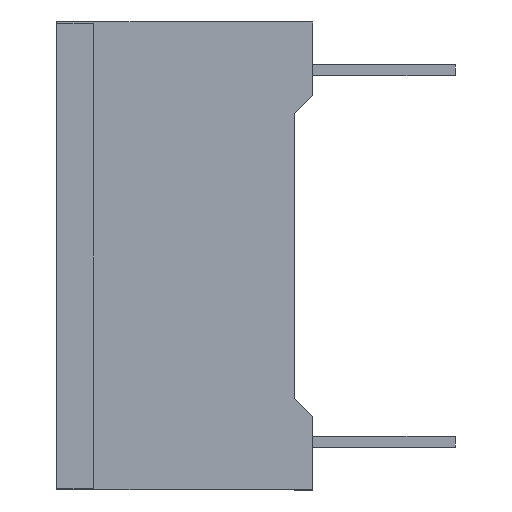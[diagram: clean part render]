
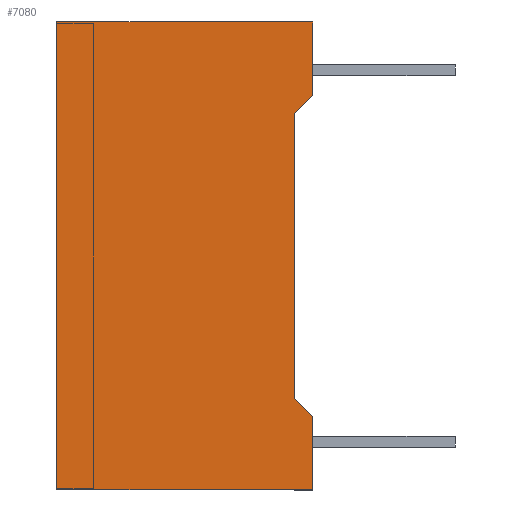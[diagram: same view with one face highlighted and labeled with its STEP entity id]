
A CAD part, left-side view. The second image highlights one B-rep face of the part: STEP entity #7080.
In plain terms, the highlighted planar face has unit normal (-1, 0, 0).
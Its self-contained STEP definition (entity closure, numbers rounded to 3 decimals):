
#104 = DIRECTION ( 'NONE',  ( 0., -1., 0. ) ) ;
#342 = EDGE_CURVE ( 'NONE', #3096, #843, #6117, .T. ) ;
#356 = LINE ( 'NONE', #7761, #3176 ) ;
#446 = CARTESIAN_POINT ( 'NONE',  ( -9.93, 0., -4.4 ) ) ;
#556 = ORIENTED_EDGE ( 'NONE', *, *, #789, .T. ) ;
#789 = EDGE_CURVE ( 'NONE', #3266, #7705, #6056, .T. ) ;
#843 = VERTEX_POINT ( 'NONE', #8038 ) ;
#865 = EDGE_CURVE ( 'NONE', #2028, #1806, #5685, .T. ) ;
#886 = ORIENTED_EDGE ( 'NONE', *, *, #5515, .F. ) ;
#900 = CARTESIAN_POINT ( 'NONE',  ( -9.93, 0., -4.4 ) ) ;
#919 = DIRECTION ( 'NONE',  ( 0., -1., 0. ) ) ;
#1232 = CARTESIAN_POINT ( 'NONE',  ( -9.93, 7., -6.4 ) ) ;
#1321 = PLANE ( 'NONE',  #7838 ) ;
#1362 = VECTOR ( 'NONE', #2898, 1000. ) ;
#1636 = ORIENTED_EDGE ( 'NONE', *, *, #342, .F. ) ;
#1769 = VECTOR ( 'NONE', #5170, 1000. ) ;
#1806 = VERTEX_POINT ( 'NONE', #5463 ) ;
#1855 = CARTESIAN_POINT ( 'NONE',  ( -9.93, 0.5, 3.9 ) ) ;
#2028 = VERTEX_POINT ( 'NONE', #1232 ) ;
#2058 = CARTESIAN_POINT ( 'NONE',  ( -9.93, 0., 6.4 ) ) ;
#2174 = DIRECTION ( 'NONE',  ( 0., 0., 1. ) ) ;
#2394 = VECTOR ( 'NONE', #104, 1000. ) ;
#2451 = EDGE_CURVE ( 'NONE', #1806, #4916, #356, .T. ) ;
#2525 = CARTESIAN_POINT ( 'NONE',  ( -9.93, 0., 4.4 ) ) ;
#2572 = ORIENTED_EDGE ( 'NONE', *, *, #7443, .T. ) ;
#2586 = DIRECTION ( 'NONE',  ( 1., 0., 0. ) ) ;
#2778 = ORIENTED_EDGE ( 'NONE', *, *, #3641, .T. ) ;
#2891 = CARTESIAN_POINT ( 'NONE',  ( -9.93, 7., 6.4 ) ) ;
#2898 = DIRECTION ( 'NONE',  ( 0., 0., 1. ) ) ;
#2954 = EDGE_CURVE ( 'NONE', #4916, #3403, #6203, .T. ) ;
#3008 = VECTOR ( 'NONE', #7802, 1000. ) ;
#3055 = CARTESIAN_POINT ( 'NONE',  ( -9.93, 0.5, -3.9 ) ) ;
#3096 = VERTEX_POINT ( 'NONE', #5850 ) ;
#3176 = VECTOR ( 'NONE', #2174, 1000. ) ;
#3238 = DIRECTION ( 'NONE',  ( 0., 0., 1. ) ) ;
#3266 = VERTEX_POINT ( 'NONE', #1855 ) ;
#3403 = VERTEX_POINT ( 'NONE', #3055 ) ;
#3641 = EDGE_CURVE ( 'NONE', #7705, #843, #5425, .T. ) ;
#3767 = LINE ( 'NONE', #4082, #3008 ) ;
#4082 = CARTESIAN_POINT ( 'NONE',  ( -9.93, 7., 6.4 ) ) ;
#4197 = VECTOR ( 'NONE', #919, 1000. ) ;
#4222 = ORIENTED_EDGE ( 'NONE', *, *, #2451, .T. ) ;
#4701 = CARTESIAN_POINT ( 'NONE',  ( -9.93, 0.5, 3.9 ) ) ;
#4844 = FACE_OUTER_BOUND ( 'NONE', #7635, .T. ) ;
#4916 = VERTEX_POINT ( 'NONE', #446 ) ;
#5170 = DIRECTION ( 'NONE',  ( 0., 0.707, 0.707 ) ) ;
#5334 = VECTOR ( 'NONE', #3238, 1000. ) ;
#5425 = LINE ( 'NONE', #2058, #5334 ) ;
#5463 = CARTESIAN_POINT ( 'NONE',  ( -9.93, 0., -6.4 ) ) ;
#5515 = EDGE_CURVE ( 'NONE', #2028, #3096, #3767, .T. ) ;
#5685 = LINE ( 'NONE', #6931, #2394 ) ;
#5850 = CARTESIAN_POINT ( 'NONE',  ( -9.93, 7., 6.4 ) ) ;
#6056 = LINE ( 'NONE', #2525, #6833 ) ;
#6117 = LINE ( 'NONE', #2891, #4197 ) ;
#6203 = LINE ( 'NONE', #900, #1769 ) ;
#6299 = DIRECTION ( 'NONE',  ( 0., 0., -1. ) ) ;
#6820 = ORIENTED_EDGE ( 'NONE', *, *, #865, .T. ) ;
#6827 = DIRECTION ( 'NONE',  ( 0., -0.707, 0.707 ) ) ;
#6833 = VECTOR ( 'NONE', #6827, 1000. ) ;
#6931 = CARTESIAN_POINT ( 'NONE',  ( -9.93, 7., -6.4 ) ) ;
#7080 = ADVANCED_FACE ( 'NONE', ( #4844 ), #1321, .F. ) ;
#7380 = ORIENTED_EDGE ( 'NONE', *, *, #2954, .T. ) ;
#7443 = EDGE_CURVE ( 'NONE', #3403, #3266, #7539, .T. ) ;
#7500 = CARTESIAN_POINT ( 'NONE',  ( -9.93, 7., 6.4 ) ) ;
#7539 = LINE ( 'NONE', #4701, #1362 ) ;
#7616 = CARTESIAN_POINT ( 'NONE',  ( -9.93, 0., 4.4 ) ) ;
#7635 = EDGE_LOOP ( 'NONE', ( #2572, #556, #2778, #1636, #886, #6820, #4222, #7380 ) ) ;
#7705 = VERTEX_POINT ( 'NONE', #7616 ) ;
#7761 = CARTESIAN_POINT ( 'NONE',  ( -9.93, 0., 6.4 ) ) ;
#7802 = DIRECTION ( 'NONE',  ( 0., 0., 1. ) ) ;
#7838 = AXIS2_PLACEMENT_3D ( 'NONE', #7500, #2586, #6299 ) ;
#8038 = CARTESIAN_POINT ( 'NONE',  ( -9.93, 0., 6.4 ) ) ;
